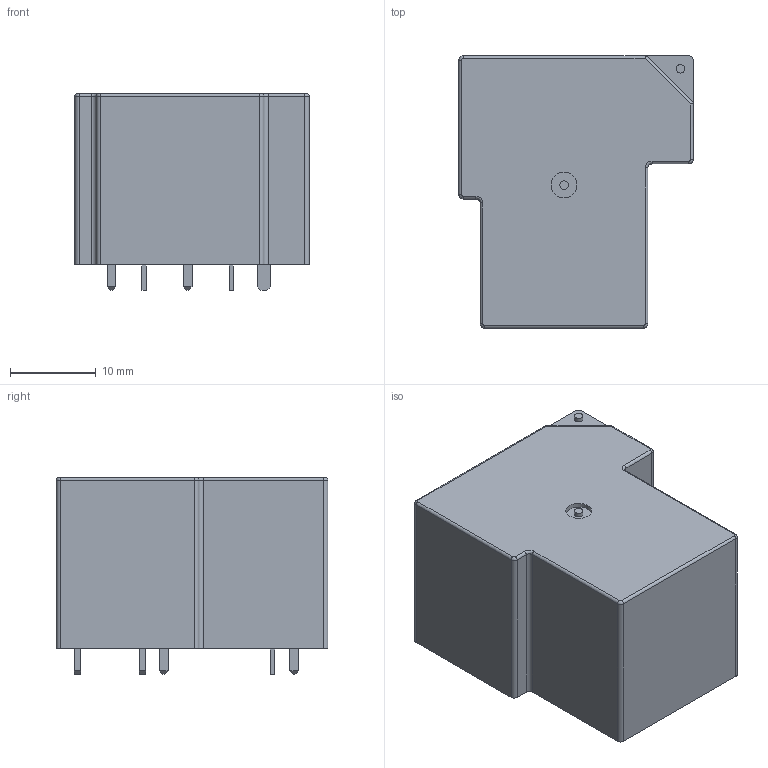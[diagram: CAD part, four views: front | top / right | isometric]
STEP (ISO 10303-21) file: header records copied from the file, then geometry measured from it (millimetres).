
FILE_DESCRIPTION (( 'STEP AP214' ), '1' );
FILE_NAME ('RELAY-TH_SLA-XXVDC-SL-C.step', '2022-07-09T14:08:46', ( '' ), ( '' ), 'SwSTEP 2.0', 'SolidWorks 2020', '' );
FILE_SCHEMA (( 'AUTOMOTIVE_DESIGN' ));
Length unit declared in the file: millimetre
Products named in the file (1): RELAY-TH_SLA-XXVDC-SL-C
Bounding box: 27.4 x 31.81 x 23 mm (x, y, z)
Volume: 14492.8 mm3; surface area: 3876.7 mm2
Topology: 1 solids, 1 shells, 386 faces, 1020 edges, 672 vertices
Faces by surface type: plane 236, bspline 112, cylinder 31, torus 7
Entity records: 16835 total; most frequent: CARTESIAN_POINT 3801, ORIENTED_EDGE 2040, DIRECTION 1362, EDGE_CURVE 1020, VECTOR 682, LINE 682, VERTEX_POINT 672, EDGE_LOOP 422
